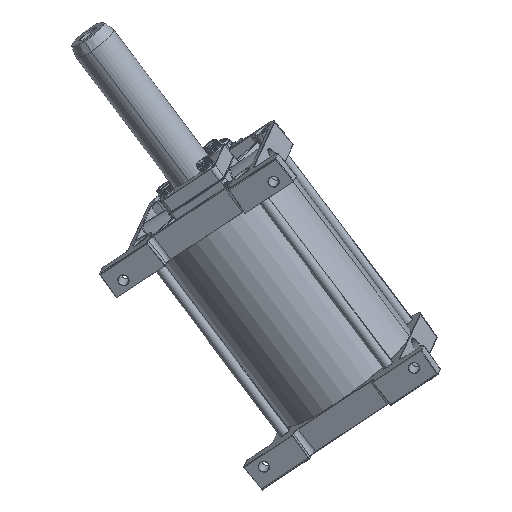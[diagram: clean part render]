
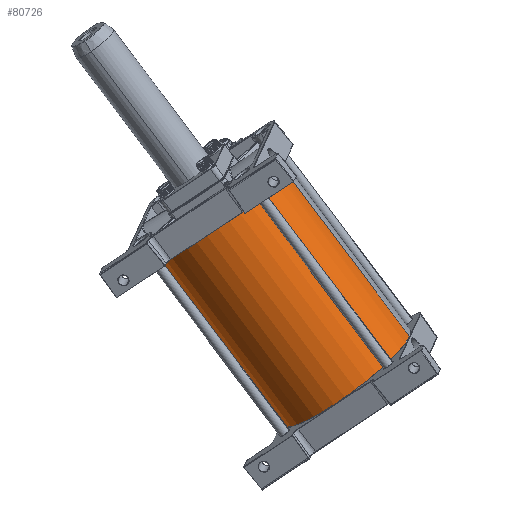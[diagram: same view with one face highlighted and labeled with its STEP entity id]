
A CAD part, front view. The second image highlights one B-rep face of the part: STEP entity #80726.
In plain terms, the highlighted cylindrical face has radius 80 mm (diameter 160 mm), a partial arc.
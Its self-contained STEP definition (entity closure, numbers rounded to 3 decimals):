
#193 = FACE_OUTER_BOUND ( 'NONE', #10011, .T. ) ;
#194 = CYLINDRICAL_SURFACE ( 'NONE', #47394, 80. ) ;
#4484 = VERTEX_POINT ( 'NONE', #81438 ) ;
#4490 = VERTEX_POINT ( 'NONE', #81459 ) ;
#4532 = VERTEX_POINT ( 'NONE', #31277 ) ;
#4537 = VERTEX_POINT ( 'NONE', #31300 ) ;
#4612 = VERTEX_POINT ( 'NONE', #31484 ) ;
#4643 = VERTEX_POINT ( 'NONE', #31549 ) ;
#4752 = EDGE_CURVE ( 'NONE', #4643, #4612, #83582, .T. ) ;
#4985 = EDGE_CURVE ( 'NONE', #5543, #4537, #23406, .T. ) ;
#4987 = EDGE_CURVE ( 'NONE', #4537, #4490, #84004, .T. ) ;
#4990 = EDGE_CURVE ( 'NONE', #4490, #5647, #23405, .T. ) ;
#4992 = EDGE_CURVE ( 'NONE', #5616, #4532, #72322, .T. ) ;
#4995 = EDGE_CURVE ( 'NONE', #4532, #4643, #84007, .T. ) ;
#4997 = EDGE_CURVE ( 'NONE', #4612, #4484, #23404, .T. ) ;
#4999 = EDGE_CURVE ( 'NONE', #4484, #5551, #72323, .T. ) ;
#5543 = VERTEX_POINT ( 'NONE', #57536 ) ;
#5551 = VERTEX_POINT ( 'NONE', #57551 ) ;
#5616 = VERTEX_POINT ( 'NONE', #57662 ) ;
#5647 = VERTEX_POINT ( 'NONE', #57719 ) ;
#10011 = EDGE_LOOP ( 'NONE', ( #18660, #18663, #18665, #18667, #18669, #18671, #18674, #18676, #18678, #18680 ) ) ;
#13975 = CARTESIAN_POINT ( 'NONE',  ( 32.5, 92., -216. ) ) ;
#13976 = DIRECTION ( 'NONE',  ( 0., 0., 1. ) ) ;
#13994 = CARTESIAN_POINT ( 'NONE',  ( 192.5, 92., -216. ) ) ;
#13995 = DIRECTION ( 'NONE',  ( 0., 0., 1. ) ) ;
#18660 = ORIENTED_EDGE ( 'NONE', *, *, #27102, .F. ) ;
#18663 = ORIENTED_EDGE ( 'NONE', *, *, #4985, .T. ) ;
#18665 = ORIENTED_EDGE ( 'NONE', *, *, #4987, .T. ) ;
#18667 = ORIENTED_EDGE ( 'NONE', *, *, #4990, .T. ) ;
#18669 = ORIENTED_EDGE ( 'NONE', *, *, #27108, .T. ) ;
#18671 = ORIENTED_EDGE ( 'NONE', *, *, #4992, .T. ) ;
#18674 = ORIENTED_EDGE ( 'NONE', *, *, #4995, .T. ) ;
#18676 = ORIENTED_EDGE ( 'NONE', *, *, #4752, .T. ) ;
#18678 = ORIENTED_EDGE ( 'NONE', *, *, #4997, .T. ) ;
#18680 = ORIENTED_EDGE ( 'NONE', *, *, #4999, .T. ) ;
#23404 = B_SPLINE_CURVE_WITH_KNOTS ( 'NONE', 3,
 ( #32754, #32756, #32758, #32759 ),
 .UNSPECIFIED., .F., .F.,
 ( 4, 4 ),
 ( 1.345, 1.345 ),
 .UNSPECIFIED. ) ;
#23405 = B_SPLINE_CURVE_WITH_KNOTS ( 'NONE', 3,
 ( #32728, #32730, #32731, #32733 ),
 .UNSPECIFIED., .F., .F.,
 ( 4, 4 ),
 ( 0., 0.004 ),
 .UNSPECIFIED. ) ;
#23406 = B_SPLINE_CURVE_WITH_KNOTS ( 'NONE', 3,
 ( #32711, #32712, #32713, #32715 ),
 .UNSPECIFIED., .F., .F.,
 ( 4, 4 ),
 ( 0.004, 0.008 ),
 .UNSPECIFIED. ) ;
#27102 = EDGE_CURVE ( 'NONE', #5543, #5551, #49149, .T. ) ;
#27108 = EDGE_CURVE ( 'NONE', #5647, #5616, #49160, .T. ) ;
#31277 = CARTESIAN_POINT ( 'NONE',  ( 190.494, 74.199, -0.087 ) ) ;
#31300 = CARTESIAN_POINT ( 'NONE',  ( 32.61, 87.802, -215.7 ) ) ;
#31484 = CARTESIAN_POINT ( 'NONE',  ( 34.522, 74.127, 0. ) ) ;
#31549 = CARTESIAN_POINT ( 'NONE',  ( 190.494, 74.199, 0. ) ) ;
#31952 = CARTESIAN_POINT ( 'NONE',  ( 112.5, 92., 0. ) ) ;
#31953 = DIRECTION ( 'NONE',  ( 0., 0., -1. ) ) ;
#31955 = DIRECTION ( 'NONE',  ( -1., 0., 0. ) ) ;
#32711 = CARTESIAN_POINT ( 'NONE',  ( 32.5, 92., -215.71 ) ) ;
#32712 = CARTESIAN_POINT ( 'NONE',  ( 32.5, 90.6, -215.71 ) ) ;
#32713 = CARTESIAN_POINT ( 'NONE',  ( 32.537, 89.2, -215.7 ) ) ;
#32715 = CARTESIAN_POINT ( 'NONE',  ( 32.61, 87.802, -215.7 ) ) ;
#32719 = CARTESIAN_POINT ( 'NONE',  ( 112.5, 92., -215.7 ) ) ;
#32721 = DIRECTION ( 'NONE',  ( 0., 0., 1. ) ) ;
#32722 = DIRECTION ( 'NONE',  ( -1., 0., 0. ) ) ;
#32728 = CARTESIAN_POINT ( 'NONE',  ( 192.39, 87.802, -215.7 ) ) ;
#32730 = CARTESIAN_POINT ( 'NONE',  ( 192.463, 89.2, -215.7 ) ) ;
#32731 = CARTESIAN_POINT ( 'NONE',  ( 192.5, 90.6, -215.71 ) ) ;
#32733 = CARTESIAN_POINT ( 'NONE',  ( 192.5, 92., -215.71 ) ) ;
#32737 = CARTESIAN_POINT ( 'NONE',  ( 192.5, 92., -0.017 ) ) ;
#32739 = CARTESIAN_POINT ( 'NONE',  ( 192.5, 86.004, -0.017 ) ) ;
#32740 = CARTESIAN_POINT ( 'NONE',  ( 191.829, 80.045, -0.041 ) ) ;
#32741 = CARTESIAN_POINT ( 'NONE',  ( 190.494, 74.199, -0.087 ) ) ;
#32749 = CARTESIAN_POINT ( 'NONE',  ( 190.494, 74.199, -216. ) ) ;
#32751 = DIRECTION ( 'NONE',  ( 0., 0., 1. ) ) ;
#32754 = CARTESIAN_POINT ( 'NONE',  ( 34.522, 74.127, 0. ) ) ;
#32756 = CARTESIAN_POINT ( 'NONE',  ( 34.522, 74.127, -0.029 ) ) ;
#32758 = CARTESIAN_POINT ( 'NONE',  ( 34.522, 74.128, -0.059 ) ) ;
#32759 = CARTESIAN_POINT ( 'NONE',  ( 34.522, 74.128, -0.088 ) ) ;
#32763 = CARTESIAN_POINT ( 'NONE',  ( 34.522, 74.128, -0.088 ) ) ;
#32765 = CARTESIAN_POINT ( 'NONE',  ( 33.177, 79.996, -0.041 ) ) ;
#32766 = CARTESIAN_POINT ( 'NONE',  ( 32.5, 85.979, -0.017 ) ) ;
#32768 = CARTESIAN_POINT ( 'NONE',  ( 32.5, 92., -0.017 ) ) ;
#47394 = AXIS2_PLACEMENT_3D ( 'NONE', #52581, #52582, #52583 ) ;
#49149 = LINE ( 'NONE', #13975, #49151 ) ;
#49151 = VECTOR ( 'NONE', #13976, 1000. ) ;
#49160 = LINE ( 'NONE', #13994, #49162 ) ;
#49162 = VECTOR ( 'NONE', #13995, 1000. ) ;
#52581 = CARTESIAN_POINT ( 'NONE',  ( 112.5, 92., -216. ) ) ;
#52582 = DIRECTION ( 'NONE',  ( 0., 0., 1. ) ) ;
#52583 = DIRECTION ( 'NONE',  ( 1., 0., 0. ) ) ;
#57536 = CARTESIAN_POINT ( 'NONE',  ( 32.5, 92., -215.71 ) ) ;
#57551 = CARTESIAN_POINT ( 'NONE',  ( 32.5, 92., -0.017 ) ) ;
#57662 = CARTESIAN_POINT ( 'NONE',  ( 192.5, 92., -0.017 ) ) ;
#57719 = CARTESIAN_POINT ( 'NONE',  ( 192.5, 92., -215.71 ) ) ;
#72322 =( BOUNDED_CURVE ( )  B_SPLINE_CURVE ( 3, ( #32737, #32739, #32740, #32741 ),
 .UNSPECIFIED., .F., .F. ) 
 B_SPLINE_CURVE_WITH_KNOTS ( ( 4, 4 ),
 ( 0., 0.224 ),
 .UNSPECIFIED. ) 
 CURVE ( )  GEOMETRIC_REPRESENTATION_ITEM ( )  RATIONAL_B_SPLINE_CURVE ( ( 1., 0.996, 0.996, 1. ) ) 
 REPRESENTATION_ITEM ( '' )  );
#72323 =( BOUNDED_CURVE ( )  B_SPLINE_CURVE ( 3, ( #32763, #32765, #32766, #32768 ),
 .UNSPECIFIED., .F., .F. ) 
 B_SPLINE_CURVE_WITH_KNOTS ( ( 4, 4 ),
 ( 6.058, 6.283 ),
 .UNSPECIFIED. ) 
 CURVE ( )  GEOMETRIC_REPRESENTATION_ITEM ( )  RATIONAL_B_SPLINE_CURVE ( ( 1., 0.996, 0.996, 1. ) ) 
 REPRESENTATION_ITEM ( '' )  );
#80726 = ADVANCED_FACE ( 'NONE', ( #193 ), #194, .T. ) ;
#81438 = CARTESIAN_POINT ( 'NONE',  ( 34.522, 74.128, -0.088 ) ) ;
#81459 = CARTESIAN_POINT ( 'NONE',  ( 192.39, 87.802, -215.7 ) ) ;
#83582 = CIRCLE ( 'NONE', #85522, 80. ) ;
#84004 = CIRCLE ( 'NONE', #85596, 80. ) ;
#84007 = LINE ( 'NONE', #32749, #84009 ) ;
#84009 = VECTOR ( 'NONE', #32751, 1000. ) ;
#85522 = AXIS2_PLACEMENT_3D ( 'NONE', #31952, #31953, #31955 ) ;
#85596 = AXIS2_PLACEMENT_3D ( 'NONE', #32719, #32721, #32722 ) ;
